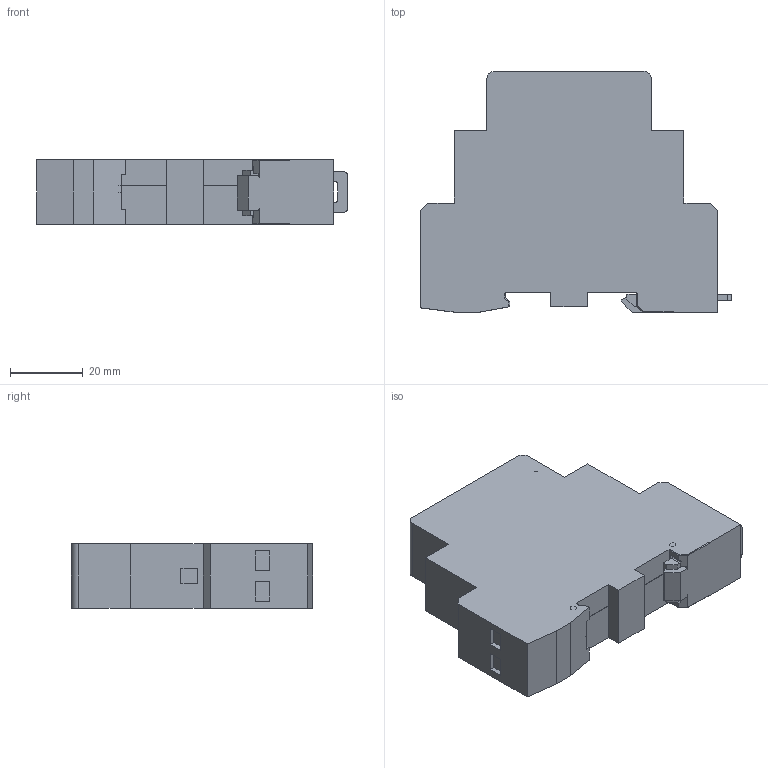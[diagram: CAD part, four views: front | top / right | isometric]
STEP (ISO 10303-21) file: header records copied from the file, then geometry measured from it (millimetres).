
FILE_DESCRIPTION (( 'STEP AP214' ), '1' );
FILE_NAME ('01.03.05 Êîíòàêòîð ìîäóëüíûé ÊÌ20-11 AC ÈÝÊ.STEP', '2017-03-21T12:39:51', ( 'user' ), ( '' ), 'SwSTEP 2.0', 'SolidWorks 2014', '' );
FILE_SCHEMA (( 'AUTOMOTIVE_DESIGN' ));
Length unit declared in the file: millimetre
Products named in the file (1): 01.03.05 Êîíòàêòîð ìîäóëüíûé ÊÌ20-11 AC ÈÝÊ
Bounding box: 85.2 x 66.1 x 17.8 mm (x, y, z)
Volume: 74556 mm3; surface area: 17519.6 mm2
Topology: 1 solids, 11 shells, 310 faces, 811 edges, 532 vertices
Faces by surface type: plane 251, cylinder 56, bspline 2, cone 1
Full cylindrical faces by diameter (mm): 1.8 x2, 5.2 x6
Entity records: 9398 total; most frequent: CARTESIAN_POINT 1745, ORIENTED_EDGE 1606, DIRECTION 1489, EDGE_CURVE 803, LINE 693, VECTOR 693, VERTEX_POINT 532, AXIS2_PLACEMENT_3D 398
